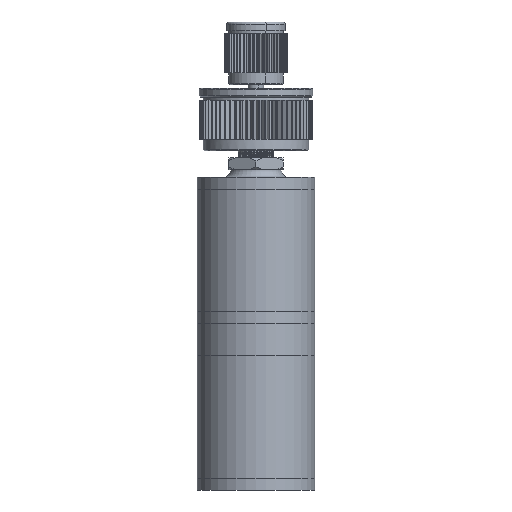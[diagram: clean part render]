
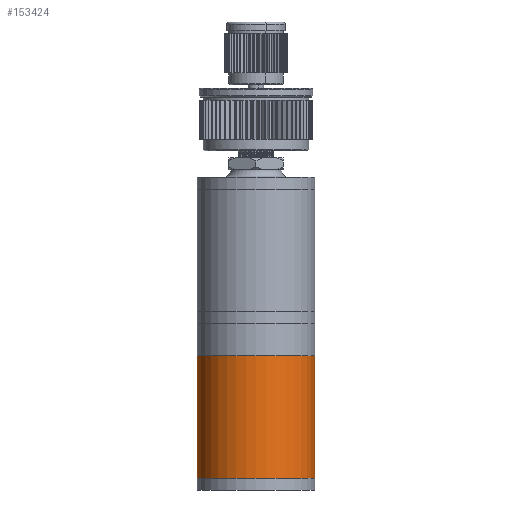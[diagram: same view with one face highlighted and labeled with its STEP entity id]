
A CAD part, front view. The second image highlights one B-rep face of the part: STEP entity #153424.
In plain terms, the highlighted cylindrical face has radius 15 mm (diameter 30 mm), a partial arc.
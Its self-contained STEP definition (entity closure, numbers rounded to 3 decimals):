
#1613 = CIRCLE ( 'NONE', #100336, 15. ) ;
#7063 = DIRECTION ( 'NONE',  ( 1., 0., 0. ) ) ;
#14565 = CARTESIAN_POINT ( 'NONE',  ( 15., 0., -80. ) ) ;
#14903 = CARTESIAN_POINT ( 'NONE',  ( 0., 0., -77. ) ) ;
#16632 = DIRECTION ( 'NONE',  ( 0., 0., -1. ) ) ;
#17110 = CARTESIAN_POINT ( 'NONE',  ( -15., 0., -45.6 ) ) ;
#25493 = CYLINDRICAL_SURFACE ( 'NONE', #122907, 15. ) ;
#34122 = CIRCLE ( 'NONE', #72039, 15. ) ;
#52637 = CARTESIAN_POINT ( 'NONE',  ( -15., 0., -80. ) ) ;
#54943 = LINE ( 'NONE', #52637, #57783 ) ;
#57783 = VECTOR ( 'NONE', #89790, 1000. ) ;
#61944 = CARTESIAN_POINT ( 'NONE',  ( 0., 0., -80. ) ) ;
#62725 = CARTESIAN_POINT ( 'NONE',  ( -15., 0., -77. ) ) ;
#67113 = CARTESIAN_POINT ( 'NONE',  ( 15., 0., -77. ) ) ;
#72039 = AXIS2_PLACEMENT_3D ( 'NONE', #79910, #16632, #7063 ) ;
#73089 = EDGE_CURVE ( 'NONE', #118149, #77047, #121491, .T. ) ;
#74056 = EDGE_CURVE ( 'NONE', #113573, #147883, #54943, .T. ) ;
#77047 = VERTEX_POINT ( 'NONE', #143263 ) ;
#79910 = CARTESIAN_POINT ( 'NONE',  ( 0., 0., -45.6 ) ) ;
#83011 = VECTOR ( 'NONE', #111175, 1000. ) ;
#83191 = ORIENTED_EDGE ( 'NONE', *, *, #73089, .T. ) ;
#83691 = ORIENTED_EDGE ( 'NONE', *, *, #74056, .F. ) ;
#85687 = FACE_OUTER_BOUND ( 'NONE', #130885, .T. ) ;
#89790 = DIRECTION ( 'NONE',  ( 0., 0., 1. ) ) ;
#92279 = DIRECTION ( 'NONE',  ( 0., 0., 1. ) ) ;
#98873 = DIRECTION ( 'NONE',  ( 0., 0., -1. ) ) ;
#100336 = AXIS2_PLACEMENT_3D ( 'NONE', #14903, #98873, #156657 ) ;
#104101 = ORIENTED_EDGE ( 'NONE', *, *, #149079, .F. ) ;
#111175 = DIRECTION ( 'NONE',  ( 0., 0., 1. ) ) ;
#113573 = VERTEX_POINT ( 'NONE', #62725 ) ;
#116800 = DIRECTION ( 'NONE',  ( 1., 0., 0. ) ) ;
#118149 = VERTEX_POINT ( 'NONE', #67113 ) ;
#121491 = LINE ( 'NONE', #14565, #83011 ) ;
#121667 = EDGE_CURVE ( 'NONE', #77047, #147883, #34122, .T. ) ;
#122907 = AXIS2_PLACEMENT_3D ( 'NONE', #61944, #92279, #116800 ) ;
#129977 = ORIENTED_EDGE ( 'NONE', *, *, #121667, .T. ) ;
#130885 = EDGE_LOOP ( 'NONE', ( #83691, #104101, #83191, #129977 ) ) ;
#143263 = CARTESIAN_POINT ( 'NONE',  ( 15., 0., -45.6 ) ) ;
#147883 = VERTEX_POINT ( 'NONE', #17110 ) ;
#149079 = EDGE_CURVE ( 'NONE', #118149, #113573, #1613, .T. ) ;
#153424 = ADVANCED_FACE ( 'NONE', ( #85687 ), #25493, .T. ) ;
#156657 = DIRECTION ( 'NONE',  ( 0., -1., 0. ) ) ;
